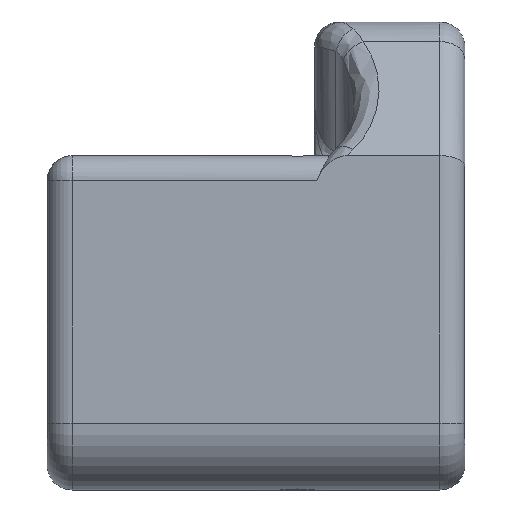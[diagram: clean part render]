
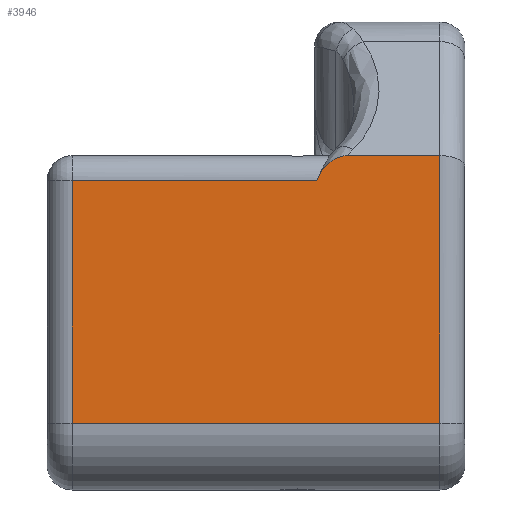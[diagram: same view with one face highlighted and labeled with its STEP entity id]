
A CAD part, left-side view. The second image highlights one B-rep face of the part: STEP entity #3946.
In plain terms, the highlighted planar face has unit normal (-1, 0, 0).
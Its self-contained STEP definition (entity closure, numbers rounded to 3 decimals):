
#49 = CARTESIAN_POINT ( 'NONE',  ( -37.5, 23.5, 7.5 ) ) ;
#63 = CARTESIAN_POINT ( 'NONE',  ( -37.5, 8.465, 8.242 ) ) ;
#235 = CARTESIAN_POINT ( 'NONE',  ( -37.5, 9., 0. ) ) ;
#251 = CARTESIAN_POINT ( 'NONE',  ( -37.5, 1.5, 9. ) ) ;
#491 = CARTESIAN_POINT ( 'NONE',  ( -37.5, 8.009, 8.676 ) ) ;
#596 = PLANE ( 'NONE',  #5450 ) ;
#636 = EDGE_CURVE ( 'NONE', #5245, #4952, #6660, .T. ) ;
#658 = CARTESIAN_POINT ( 'NONE',  ( -37.5, 8.697, 7.889 ) ) ;
#779 = B_SPLINE_CURVE_WITH_KNOTS ( 'NONE', 3,
 ( #2137, #2655, #1030, #5407, #491, #5087, #63, #658, #3466, #2398 ),
 .UNSPECIFIED., .F., .F.,
 ( 4, 2, 2, 2, 4 ),
 ( 0., 0.001, 0.001, 0.002, 0.002 ),
 .UNSPECIFIED. ) ;
#1030 = CARTESIAN_POINT ( 'NONE',  ( -37.5, 7.445, 8.952 ) ) ;
#1067 = LINE ( 'NONE', #5512, #6628 ) ;
#1565 = VERTEX_POINT ( 'NONE', #2423 ) ;
#1788 = CARTESIAN_POINT ( 'NONE',  ( -37.5, 9., -7. ) ) ;
#1834 = CARTESIAN_POINT ( 'NONE',  ( -37.5, 1.5, 0. ) ) ;
#1894 = VECTOR ( 'NONE', #7051, 1000. ) ;
#2046 = EDGE_CURVE ( 'NONE', #1565, #7022, #4018, .T. ) ;
#2097 = DIRECTION ( 'NONE',  ( 0., 0., -1. ) ) ;
#2137 = CARTESIAN_POINT ( 'NONE',  ( -37.5, 7.028, 9. ) ) ;
#2144 = EDGE_CURVE ( 'NONE', #7022, #4462, #1067, .T. ) ;
#2157 = CARTESIAN_POINT ( 'NONE',  ( -37.5, 23.5, -7. ) ) ;
#2218 = EDGE_CURVE ( 'NONE', #2564, #1565, #779, .T. ) ;
#2250 = LINE ( 'NONE', #1788, #1894 ) ;
#2301 = DIRECTION ( 'NONE',  ( 1., 0., 0. ) ) ;
#2398 = CARTESIAN_POINT ( 'NONE',  ( -37.5, 8.855, 7.5 ) ) ;
#2423 = CARTESIAN_POINT ( 'NONE',  ( -37.5, 8.855, 7.5 ) ) ;
#2564 = VERTEX_POINT ( 'NONE', #3985 ) ;
#2655 = CARTESIAN_POINT ( 'NONE',  ( -37.5, 7.241, 9. ) ) ;
#2678 = VECTOR ( 'NONE', #3856, 1000. ) ;
#2813 = DIRECTION ( 'NONE',  ( 0., 1., 0. ) ) ;
#3315 = ORIENTED_EDGE ( 'NONE', *, *, #3482, .T. ) ;
#3341 = VECTOR ( 'NONE', #6219, 1000. ) ;
#3466 = CARTESIAN_POINT ( 'NONE',  ( -37.5, 8.788, 7.7 ) ) ;
#3482 = EDGE_CURVE ( 'NONE', #4462, #5245, #2250, .T. ) ;
#3506 = DIRECTION ( 'NONE',  ( 0., 0., -1. ) ) ;
#3768 = EDGE_CURVE ( 'NONE', #4952, #2564, #4432, .T. ) ;
#3856 = DIRECTION ( 'NONE',  ( 0., 1., 0. ) ) ;
#3896 = ORIENTED_EDGE ( 'NONE', *, *, #2046, .T. ) ;
#3946 = ADVANCED_FACE ( 'NONE', ( #4982 ), #596, .F. ) ;
#3985 = CARTESIAN_POINT ( 'NONE',  ( -37.5, 7.028, 9. ) ) ;
#4018 = LINE ( 'NONE', #6764, #2678 ) ;
#4432 = LINE ( 'NONE', #6608, #4978 ) ;
#4462 = VERTEX_POINT ( 'NONE', #2157 ) ;
#4952 = VERTEX_POINT ( 'NONE', #251 ) ;
#4978 = VECTOR ( 'NONE', #2813, 1000. ) ;
#4982 = FACE_OUTER_BOUND ( 'NONE', #5605, .T. ) ;
#5018 = CARTESIAN_POINT ( 'NONE',  ( -37.5, 1.5, -7. ) ) ;
#5087 = CARTESIAN_POINT ( 'NONE',  ( -37.5, 8.329, 8.4 ) ) ;
#5245 = VERTEX_POINT ( 'NONE', #5018 ) ;
#5407 = CARTESIAN_POINT ( 'NONE',  ( -37.5, 7.833, 8.788 ) ) ;
#5450 = AXIS2_PLACEMENT_3D ( 'NONE', #235, #2301, #3506 ) ;
#5512 = CARTESIAN_POINT ( 'NONE',  ( -37.5, 23.5, -7. ) ) ;
#5601 = ORIENTED_EDGE ( 'NONE', *, *, #2144, .T. ) ;
#5605 = EDGE_LOOP ( 'NONE', ( #6231, #5869, #3896, #5601, #3315, #6371 ) ) ;
#5869 = ORIENTED_EDGE ( 'NONE', *, *, #2218, .T. ) ;
#6219 = DIRECTION ( 'NONE',  ( 0., 0., 1. ) ) ;
#6231 = ORIENTED_EDGE ( 'NONE', *, *, #3768, .T. ) ;
#6371 = ORIENTED_EDGE ( 'NONE', *, *, #636, .T. ) ;
#6608 = CARTESIAN_POINT ( 'NONE',  ( -37.5, 9., 9. ) ) ;
#6628 = VECTOR ( 'NONE', #2097, 1000. ) ;
#6660 = LINE ( 'NONE', #1834, #3341 ) ;
#6764 = CARTESIAN_POINT ( 'NONE',  ( -37.5, 9., 7.5 ) ) ;
#7022 = VERTEX_POINT ( 'NONE', #49 ) ;
#7051 = DIRECTION ( 'NONE',  ( 0., -1., 0. ) ) ;
